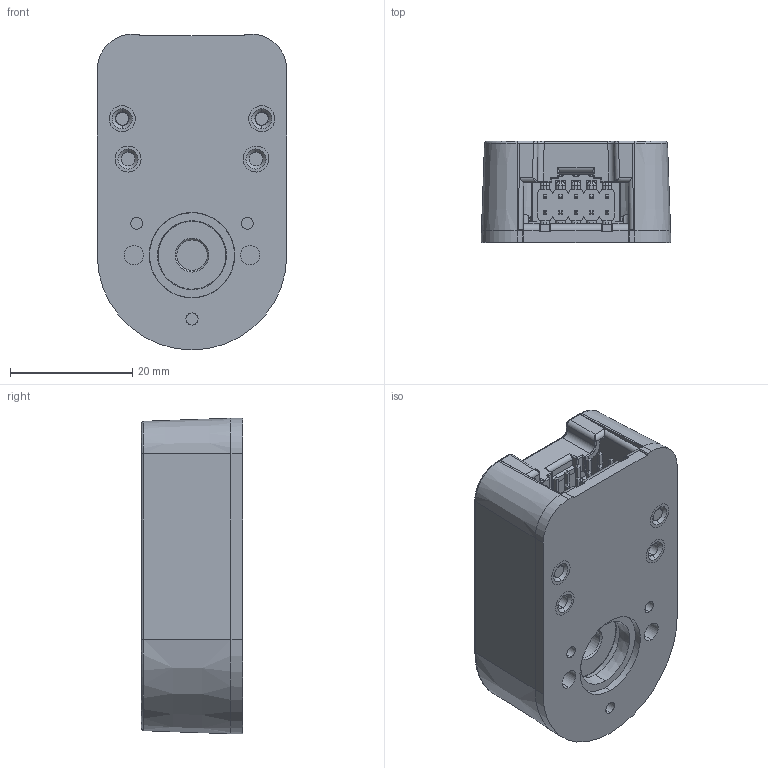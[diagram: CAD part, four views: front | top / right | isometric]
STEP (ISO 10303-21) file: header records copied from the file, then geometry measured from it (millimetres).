
FILE_DESCRIPTION (( 'STEP AP214' ), '1' );
FILE_NAME ('STP-MTRA-ENC3.STEP', '2018-07-30T22:13:45', ( '' ), ( '' ), 'SwSTEP 2.0', 'SolidWorks 2017', '' );
FILE_SCHEMA (( 'AUTOMOTIVE_DESIGN' ));
Length unit declared in the file: inch
Products named in the file (1): STP-MTRA-ENC3
Bounding box: 31.05 x 16.59 x 51.76 mm (x, y, z)
Volume: 12483.5 mm3; surface area: 13371.9 mm2
Topology: 29 solids, 29 shells, 1688 faces, 4126 edges, 2494 vertices
Faces by surface type: plane 782, cylinder 424, cone 354, bspline 82, torus 28, sphere 18
Entity records: 58062 total; most frequent: CARTESIAN_POINT 16128, ORIENTED_EDGE 8156, DIRECTION 7803, EDGE_CURVE 4078, AXIS2_PLACEMENT_3D 2625, LINE 2553, VECTOR 2553, VERTEX_POINT 2494
